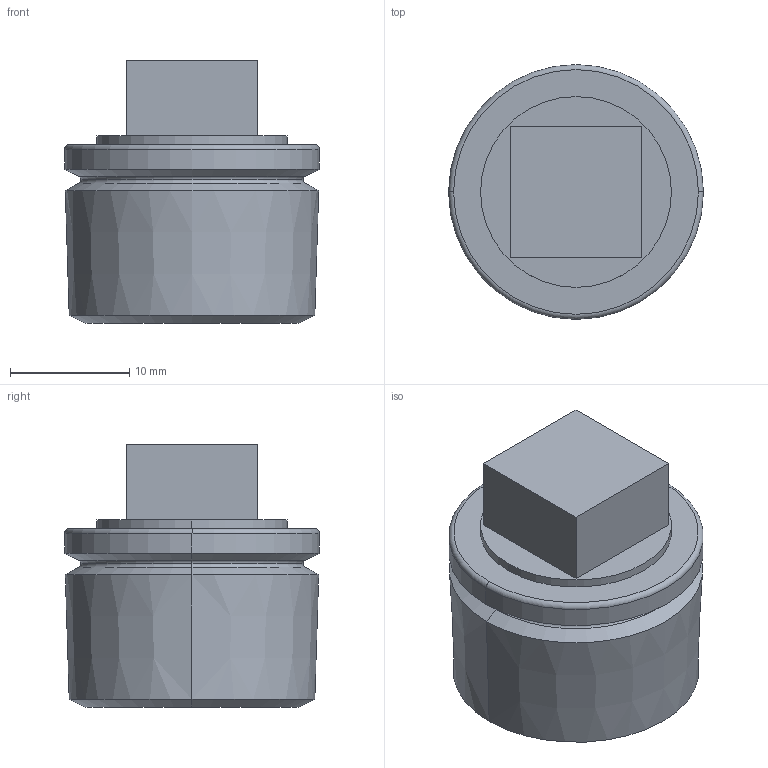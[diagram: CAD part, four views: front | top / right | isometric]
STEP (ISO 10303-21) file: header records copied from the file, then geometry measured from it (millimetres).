
FILE_DESCRIPTION (( 'STEP AP203' ), '1' );
FILE_NAME ('11-0238-04_outokumpu.step', '2015-08-11T13:38:12', ( '' ), ( '' ), 'SwSTEP 2.0', 'SolidWorks 2008', '' );
FILE_SCHEMA (( 'CONFIG_CONTROL_DESIGN' ));
Length unit declared in the file: millimetre
Products named in the file (1): 11-0238-04_outokumpu
Bounding box: 21.36 x 21.36 x 22 mm (x, y, z)
Volume: 5977.6 mm3; surface area: 2036.6 mm2
Topology: 1 solids, 1 shells, 26 faces, 52 edges, 30 vertices
Faces by surface type: cone 8, plane 8, torus 6, cylinder 4
Entity records: 749 total; most frequent: DIRECTION 134, CARTESIAN_POINT 109, ORIENTED_EDGE 104, AXIS2_PLACEMENT_3D 55, EDGE_CURVE 52, VERTEX_POINT 30, EDGE_LOOP 28, CIRCLE 28
